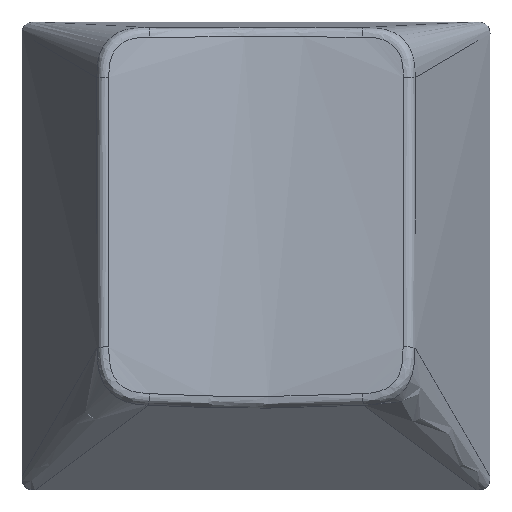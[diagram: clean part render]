
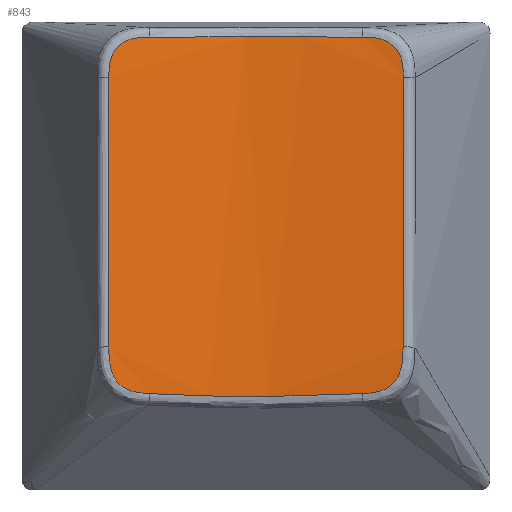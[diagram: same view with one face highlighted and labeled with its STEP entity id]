
A CAD part, top view. The second image highlights one B-rep face of the part: STEP entity #843.
In plain terms, the highlighted free-form (B-spline) face has degree [2, 1] with [9, 2] control points.
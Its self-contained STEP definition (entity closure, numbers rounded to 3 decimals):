
#843 = ADVANCED_FACE('',(#844),#946,.F.);
#844 = FACE_BOUND('',#845,.F.);
#845 = EDGE_LOOP('',(#846,#864,#873,#888,#898,#913,#922,#938));
#846 = ORIENTED_EDGE('',*,*,#847,.T.);
#847 = EDGE_CURVE('',#848,#850,#852,.T.);
#848 = VERTEX_POINT('',#849);
#849 = CARTESIAN_POINT('',(-4.117,-5.341,7.684));
#850 = VERTEX_POINT('',#851);
#851 = CARTESIAN_POINT('',(-5.69,-3.535,7.82));
#852 = B_SPLINE_CURVE_WITH_KNOTS('',3,(#853,#854,#855,#856,#857,#858,
    #859,#860,#861,#862,#863),.UNSPECIFIED.,.F.,.F.,(4,1,1,1,1,1,1,1,4),
  (0.122,0.517,0.87,1.187,1.488,
    1.796,2.134,2.513,2.937),.UNSPECIFIED.);
#853 = CARTESIAN_POINT('',(-4.117,-5.341,7.684));
#854 = CARTESIAN_POINT('',(-4.245,-5.334,7.7));
#855 = CARTESIAN_POINT('',(-4.489,-5.317,7.731));
#856 = CARTESIAN_POINT('',(-4.83,-5.245,7.775));
#857 = CARTESIAN_POINT('',(-5.12,-5.111,7.812));
#858 = CARTESIAN_POINT('',(-5.355,-4.911,7.838));
#859 = CARTESIAN_POINT('',(-5.527,-4.647,7.853));
#860 = CARTESIAN_POINT('',(-5.637,-4.322,7.854));
#861 = CARTESIAN_POINT('',(-5.687,-3.944,7.841));
#862 = CARTESIAN_POINT('',(-5.69,-3.677,7.827));
#863 = CARTESIAN_POINT('',(-5.69,-3.535,7.82));
#864 = ORIENTED_EDGE('',*,*,#865,.T.);
#865 = EDGE_CURVE('',#850,#866,#868,.T.);
#866 = VERTEX_POINT('',#867);
#867 = CARTESIAN_POINT('',(-5.695,6.899,7.246));
#868 = B_SPLINE_CURVE_WITH_KNOTS('',3,(#869,#870,#871,#872),
  .UNSPECIFIED.,.F.,.F.,(4,4),(-0.187,10.263),
  .PIECEWISE_BEZIER_KNOTS.);
#869 = CARTESIAN_POINT('',(-5.69,-3.535,7.82));
#870 = CARTESIAN_POINT('',(-5.692,-0.057,7.628));
#871 = CARTESIAN_POINT('',(-5.693,3.421,7.437));
#872 = CARTESIAN_POINT('',(-5.695,6.899,7.246));
#873 = ORIENTED_EDGE('',*,*,#874,.T.);
#874 = EDGE_CURVE('',#866,#875,#877,.T.);
#875 = VERTEX_POINT('',#876);
#876 = CARTESIAN_POINT('',(-4.11,8.45,6.924));
#877 = B_SPLINE_CURVE_WITH_KNOTS('',3,(#878,#879,#880,#881,#882,#883,
    #884,#885,#886,#887),.UNSPECIFIED.,.F.,.F.,(4,1,1,1,1,1,1,4),(
    0.095,0.453,0.777,1.077,1.367,
    1.664,1.983,2.729),.UNSPECIFIED.);
#878 = CARTESIAN_POINT('',(-5.695,6.899,7.246));
#879 = CARTESIAN_POINT('',(-5.695,7.018,7.24));
#880 = CARTESIAN_POINT('',(-5.692,7.245,7.227));
#881 = CARTESIAN_POINT('',(-5.643,7.569,7.2));
#882 = CARTESIAN_POINT('',(-5.532,7.853,7.166));
#883 = CARTESIAN_POINT('',(-5.357,8.089,7.123));
#884 = CARTESIAN_POINT('',(-5.121,8.27,7.076));
#885 = CARTESIAN_POINT('',(-4.706,8.437,7.003));
#886 = CARTESIAN_POINT('',(-4.353,8.449,6.955));
#887 = CARTESIAN_POINT('',(-4.11,8.45,6.924));
#888 = ORIENTED_EDGE('',*,*,#889,.T.);
#889 = EDGE_CURVE('',#875,#890,#892,.T.);
#890 = VERTEX_POINT('',#891);
#891 = CARTESIAN_POINT('',(4.11,8.45,6.924));
#892 = B_SPLINE_CURVE_WITH_KNOTS('',3,(#893,#894,#895,#896,#897),
  .UNSPECIFIED.,.F.,.F.,(4,1,4),(-0.179,3.989,8.158),
  .UNSPECIFIED.);
#893 = CARTESIAN_POINT('',(-4.11,8.45,6.924));
#894 = CARTESIAN_POINT('',(-2.747,8.456,6.754));
#895 = CARTESIAN_POINT('',(0.,8.462,6.583)
  );
#896 = CARTESIAN_POINT('',(2.747,8.456,6.754));
#897 = CARTESIAN_POINT('',(4.11,8.45,6.924));
#898 = ORIENTED_EDGE('',*,*,#899,.T.);
#899 = EDGE_CURVE('',#890,#900,#902,.T.);
#900 = VERTEX_POINT('',#901);
#901 = CARTESIAN_POINT('',(5.694,6.899,7.246));
#902 = B_SPLINE_CURVE_WITH_KNOTS('',3,(#903,#904,#905,#906,#907,#908,
    #909,#910,#911,#912),.UNSPECIFIED.,.F.,.F.,(4,1,1,1,1,1,1,4),(
    0.179,0.926,1.245,1.541,1.831,
    2.131,2.455,2.813),.UNSPECIFIED.);
#903 = CARTESIAN_POINT('',(4.11,8.45,6.924));
#904 = CARTESIAN_POINT('',(4.352,8.449,6.955));
#905 = CARTESIAN_POINT('',(4.706,8.437,7.003));
#906 = CARTESIAN_POINT('',(5.12,8.27,7.076));
#907 = CARTESIAN_POINT('',(5.356,8.089,7.123));
#908 = CARTESIAN_POINT('',(5.532,7.853,7.166));
#909 = CARTESIAN_POINT('',(5.643,7.569,7.2));
#910 = CARTESIAN_POINT('',(5.692,7.245,7.227));
#911 = CARTESIAN_POINT('',(5.694,7.018,7.24));
#912 = CARTESIAN_POINT('',(5.694,6.899,7.246));
#913 = ORIENTED_EDGE('',*,*,#914,.T.);
#914 = EDGE_CURVE('',#900,#915,#917,.T.);
#915 = VERTEX_POINT('',#916);
#916 = CARTESIAN_POINT('',(5.69,-3.535,7.82));
#917 = B_SPLINE_CURVE_WITH_KNOTS('',3,(#918,#919,#920,#921),
  .UNSPECIFIED.,.F.,.F.,(4,4),(-0.095,10.355),
  .PIECEWISE_BEZIER_KNOTS.);
#918 = CARTESIAN_POINT('',(5.694,6.899,7.246));
#919 = CARTESIAN_POINT('',(5.693,3.421,7.437));
#920 = CARTESIAN_POINT('',(5.691,-0.057,7.628));
#921 = CARTESIAN_POINT('',(5.69,-3.535,7.82));
#922 = ORIENTED_EDGE('',*,*,#923,.T.);
#923 = EDGE_CURVE('',#915,#924,#926,.T.);
#924 = VERTEX_POINT('',#925);
#925 = CARTESIAN_POINT('',(4.116,-5.341,7.684));
#926 = B_SPLINE_CURVE_WITH_KNOTS('',3,(#927,#928,#929,#930,#931,#932,
    #933,#934,#935,#936,#937),.UNSPECIFIED.,.F.,.F.,(4,1,1,1,1,1,1,1,4),
  (0.186,0.61,0.99,1.328,1.636,
    1.936,2.253,2.607,3.001),.UNSPECIFIED.);
#927 = CARTESIAN_POINT('',(5.69,-3.535,7.82));
#928 = CARTESIAN_POINT('',(5.69,-3.677,7.827));
#929 = CARTESIAN_POINT('',(5.686,-3.944,7.841));
#930 = CARTESIAN_POINT('',(5.636,-4.322,7.854));
#931 = CARTESIAN_POINT('',(5.527,-4.647,7.853));
#932 = CARTESIAN_POINT('',(5.354,-4.911,7.838));
#933 = CARTESIAN_POINT('',(5.12,-5.111,7.812));
#934 = CARTESIAN_POINT('',(4.829,-5.245,7.775));
#935 = CARTESIAN_POINT('',(4.488,-5.317,7.731));
#936 = CARTESIAN_POINT('',(4.245,-5.334,7.7));
#937 = CARTESIAN_POINT('',(4.116,-5.341,7.684));
#938 = ORIENTED_EDGE('',*,*,#939,.T.);
#939 = EDGE_CURVE('',#924,#848,#940,.T.);
#940 = B_SPLINE_CURVE_WITH_KNOTS('',3,(#941,#942,#943,#944,#945),
  .UNSPECIFIED.,.F.,.F.,(4,1,4),(-0.122,4.063,8.249),
  .UNSPECIFIED.);
#941 = CARTESIAN_POINT('',(4.116,-5.341,7.684));
#942 = CARTESIAN_POINT('',(2.752,-5.414,7.518));
#943 = CARTESIAN_POINT('',(0.,-5.489,7.35)
  );
#944 = CARTESIAN_POINT('',(-2.752,-5.414,7.518));
#945 = CARTESIAN_POINT('',(-4.117,-5.341,7.684));
#946 = ( BOUNDED_SURFACE() B_SPLINE_SURFACE(2,1,(
    (#947,#948)
    ,(#949,#950)
    ,(#951,#952)
    ,(#953,#954)
    ,(#955,#956)
    ,(#957,#958)
    ,(#959,#960)
    ,(#961,#962)
,(#963,#964
    )),.UNSPECIFIED.,.T.,.F.,.F.) B_SPLINE_SURFACE_WITH_KNOTS((1,2,2,2,2
    ,2,1),(2,2),(-261.346,-209.077,-156.807,
    -104.538,-52.269,0.,52.269),(0.,202.813),
.UNSPECIFIED.) GEOMETRIC_REPRESENTATION_ITEM() RATIONAL_B_SPLINE_SURFACE
((
    (1.,1.)
    ,(0.707,0.707)
    ,(1.,1.)
    ,(0.707,0.707)
    ,(1.,1.)
    ,(0.707,0.707)
    ,(1.,1.)
    ,(0.707,0.707)
,(1.,1.))) REPRESENTATION_ITEM('') SURFACE() );
#947 = CARTESIAN_POINT('',(22.074,-123.247,22.305));
#948 = CARTESIAN_POINT('',(22.074,79.26,11.161));
#949 = CARTESIAN_POINT('',(-2.826,-124.46,0.265));
#950 = CARTESIAN_POINT('',(-2.826,78.047,-10.88));
#951 = CARTESIAN_POINT('',(-24.9,-123.092,25.127));
#952 = CARTESIAN_POINT('',(-24.9,79.415,13.982));
#953 = CARTESIAN_POINT('',(-46.974,-121.724,49.989));
#954 = CARTESIAN_POINT('',(-46.974,80.783,38.844));
#955 = CARTESIAN_POINT('',(-22.074,-120.511,72.029));
#956 = CARTESIAN_POINT('',(-22.074,81.996,60.885));
#957 = CARTESIAN_POINT('',(2.825,-119.298,94.07));
#958 = CARTESIAN_POINT('',(2.825,83.209,82.926));
#959 = CARTESIAN_POINT('',(24.899,-120.666,69.208));
#960 = CARTESIAN_POINT('',(24.899,81.841,58.064));
#961 = CARTESIAN_POINT('',(46.974,-122.034,44.346));
#962 = CARTESIAN_POINT('',(46.974,80.473,33.202));
#963 = CARTESIAN_POINT('',(22.074,-123.247,22.305));
#964 = CARTESIAN_POINT('',(22.074,79.26,11.161));
